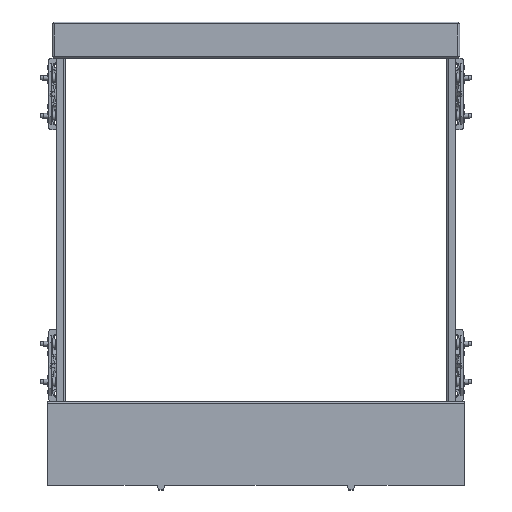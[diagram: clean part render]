
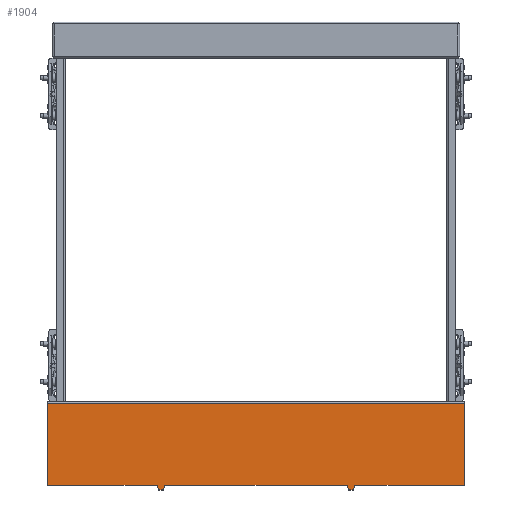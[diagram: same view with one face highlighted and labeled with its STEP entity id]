
A CAD part, top view. The second image highlights one B-rep face of the part: STEP entity #1904.
In plain terms, the highlighted planar face has unit normal (0, 0, 1).
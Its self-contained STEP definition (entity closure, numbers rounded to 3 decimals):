
#1904=ADVANCED_FACE('',(#4555),#4556,.T.);
#4555=FACE_OUTER_BOUND('',#8373,.T.);
#4556=PLANE('',#8374);
#8373=EDGE_LOOP('',(#12428,#12429,#12430,#12431,#12432,#12433,#12434,#12435,#12436,#12437,#12438,#12439));
#8374=AXIS2_PLACEMENT_3D('',#12440,#12441,#12442);
#12428=ORIENTED_EDGE('',*,*,#23230,.T.);
#12429=ORIENTED_EDGE('',*,*,#23218,.F.);
#12430=ORIENTED_EDGE('',*,*,#23231,.T.);
#12431=ORIENTED_EDGE('',*,*,#23180,.T.);
#12432=ORIENTED_EDGE('',*,*,#23170,.F.);
#12433=ORIENTED_EDGE('',*,*,#23175,.F.);
#12434=ORIENTED_EDGE('',*,*,#23178,.F.);
#12435=ORIENTED_EDGE('',*,*,#23164,.T.);
#12436=ORIENTED_EDGE('',*,*,#23149,.F.);
#12437=ORIENTED_EDGE('',*,*,#23154,.F.);
#12438=ORIENTED_EDGE('',*,*,#23158,.F.);
#12439=ORIENTED_EDGE('',*,*,#23162,.T.);
#12440=CARTESIAN_POINT('',(9.0,60.0,48.0));
#12441=DIRECTION('',(0.0,0.0,1.0));
#12442=DIRECTION('',(0.0,-1.0,0.0));
#23149=EDGE_CURVE('',#27522,#27524,#27525,.T.);
#23154=EDGE_CURVE('',#27530,#27522,#27532,.T.);
#23158=EDGE_CURVE('',#27536,#27530,#27538,.T.);
#23162=EDGE_CURVE('',#27536,#27542,#27544,.T.);
#23164=EDGE_CURVE('',#27546,#27524,#27547,.T.);
#23170=EDGE_CURVE('',#27555,#27557,#27558,.T.);
#23175=EDGE_CURVE('',#27563,#27555,#27565,.T.);
#23178=EDGE_CURVE('',#27546,#27563,#27568,.T.);
#23180=EDGE_CURVE('',#27570,#27557,#27571,.T.);
#23218=EDGE_CURVE('',#27622,#27617,#27624,.T.);
#23230=EDGE_CURVE('',#27542,#27617,#27638,.T.);
#23231=EDGE_CURVE('',#27622,#27570,#27639,.T.);
#27522=VERTEX_POINT('',#33903);
#27524=VERTEX_POINT('',#33906);
#27525=LINE('',#33907,#33908);
#27530=VERTEX_POINT('',#33915);
#27532=LINE('',#33918,#33919);
#27536=VERTEX_POINT('',#33924);
#27538=LINE('',#33927,#33928);
#27542=VERTEX_POINT('',#33933);
#27544=LINE('',#33936,#33937);
#27546=VERTEX_POINT('',#33939);
#27547=LINE('',#33940,#33941);
#27555=VERTEX_POINT('',#33952);
#27557=VERTEX_POINT('',#33955);
#27558=LINE('',#33956,#33957);
#27563=VERTEX_POINT('',#33964);
#27565=LINE('',#33967,#33968);
#27568=LINE('',#33972,#33973);
#27570=VERTEX_POINT('',#33975);
#27571=LINE('',#33976,#33977);
#27617=VERTEX_POINT('',#34038);
#27622=VERTEX_POINT('',#34044);
#27624=LINE('',#34046,#34047);
#27638=LINE('',#34066,#34067);
#27639=LINE('',#34068,#34069);
#33903=CARTESIAN_POINT('',(405.5,0.0,48.0));
#33906=CARTESIAN_POINT('',(403.5,6.0,48.0));
#33907=CARTESIAN_POINT('',(405.5,0.0,48.0));
#33908=VECTOR('',#44188,1.0);
#33915=CARTESIAN_POINT('',(411.5,0.0,48.0));
#33918=CARTESIAN_POINT('',(411.5,0.0,48.0));
#33919=VECTOR('',#44192,1.0);
#33924=CARTESIAN_POINT('',(413.5,6.0,48.0));
#33927=CARTESIAN_POINT('',(413.5,6.0,48.0));
#33928=VECTOR('',#44195,1.0);
#33933=CARTESIAN_POINT('',(558.0,6.0,48.0));
#33936=CARTESIAN_POINT('',(9.0,6.0,48.0));
#33937=VECTOR('',#44198,1.0);
#33939=CARTESIAN_POINT('',(163.5,6.0,48.0));
#33940=CARTESIAN_POINT('',(9.0,6.0,48.0));
#33941=VECTOR('',#44199,1.0);
#33952=CARTESIAN_POINT('',(155.5,0.0,48.0));
#33955=CARTESIAN_POINT('',(153.5,6.0,48.0));
#33956=CARTESIAN_POINT('',(155.5,0.0,48.0));
#33957=VECTOR('',#44204,1.0);
#33964=CARTESIAN_POINT('',(161.5,0.0,48.0));
#33967=CARTESIAN_POINT('',(161.5,0.0,48.0));
#33968=VECTOR('',#44208,1.0);
#33972=CARTESIAN_POINT('',(163.5,6.0,48.0));
#33973=VECTOR('',#44210,1.0);
#33975=CARTESIAN_POINT('',(9.0,6.0,48.0));
#33976=CARTESIAN_POINT('',(9.0,6.0,48.0));
#33977=VECTOR('',#44211,1.0);
#34038=CARTESIAN_POINT('',(558.0,114.0,48.0));
#34044=CARTESIAN_POINT('',(9.0,114.0,48.0));
#34046=CARTESIAN_POINT('',(9.0,114.0,48.0));
#34047=VECTOR('',#44258,1.0);
#34066=CARTESIAN_POINT('',(558.0,114.0,48.0));
#34067=VECTOR('',#44270,1.0);
#34068=CARTESIAN_POINT('',(9.0,114.0,48.0));
#34069=VECTOR('',#44271,1.0);
#44188=DIRECTION('',(-0.316,0.949,0.0));
#44192=DIRECTION('',(-1.0,0.0,0.0));
#44195=DIRECTION('',(-0.316,-0.949,0.0));
#44198=DIRECTION('',(1.0,0.0,0.0));
#44199=DIRECTION('',(1.0,0.0,0.0));
#44204=DIRECTION('',(-0.316,0.949,0.0));
#44208=DIRECTION('',(-1.0,0.0,0.0));
#44210=DIRECTION('',(-0.316,-0.949,0.0));
#44211=DIRECTION('',(1.0,0.0,0.0));
#44258=DIRECTION('',(1.0,0.0,0.0));
#44270=DIRECTION('',(-0.0,1.0,0.0));
#44271=DIRECTION('',(0.0,-1.0,0.0));
